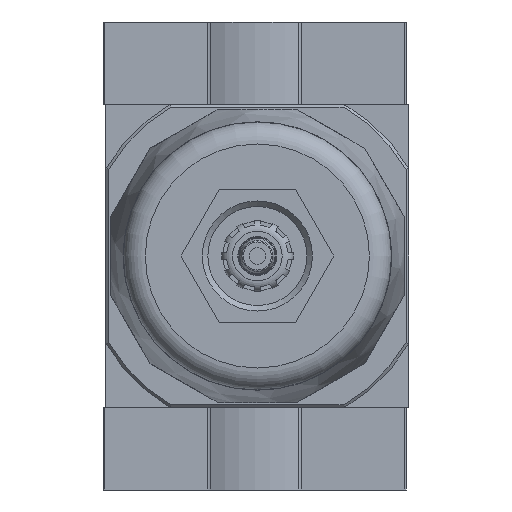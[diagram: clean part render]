
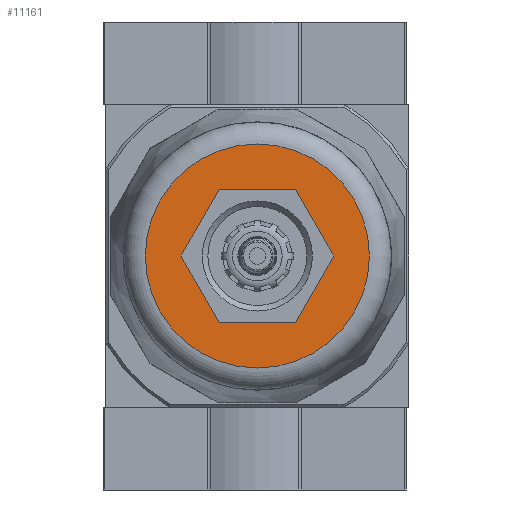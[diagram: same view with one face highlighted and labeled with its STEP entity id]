
A CAD part, front view. The second image highlights one B-rep face of the part: STEP entity #11161.
In plain terms, the highlighted planar face has unit normal (0, -1, 0).
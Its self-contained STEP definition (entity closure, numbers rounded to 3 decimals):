
#417=LINE('',#17188,#961);
#419=LINE('',#17192,#963);
#421=LINE('',#17196,#965);
#423=LINE('',#17200,#967);
#425=LINE('',#17204,#969);
#427=LINE('',#17208,#971);
#961=VECTOR('',#13713,1000.);
#963=VECTOR('',#13717,1000.);
#965=VECTOR('',#13721,1000.);
#967=VECTOR('',#13725,1000.);
#969=VECTOR('',#13729,1000.);
#971=VECTOR('',#13733,1000.);
#1432=PLANE('',#11978);
#1826=CIRCLE('',#11979,20.35);
#3286=ORIENTED_EDGE('',*,*,#5326,.T.);
#3287=ORIENTED_EDGE('',*,*,#5325,.T.);
#3288=ORIENTED_EDGE('',*,*,#5323,.T.);
#3289=ORIENTED_EDGE('',*,*,#5321,.T.);
#3290=ORIENTED_EDGE('',*,*,#5319,.T.);
#3291=ORIENTED_EDGE('',*,*,#5317,.T.);
#3292=ORIENTED_EDGE('',*,*,#5315,.T.);
#5315=EDGE_CURVE('',#6437,#6436,#417,.T.);
#5317=EDGE_CURVE('',#6438,#6437,#419,.T.);
#5319=EDGE_CURVE('',#6439,#6438,#421,.T.);
#5321=EDGE_CURVE('',#6440,#6439,#423,.T.);
#5323=EDGE_CURVE('',#6441,#6440,#425,.T.);
#5325=EDGE_CURVE('',#6436,#6441,#427,.T.);
#5326=EDGE_CURVE('',#6442,#6442,#1826,.T.);
#6436=VERTEX_POINT('',#17187);
#6437=VERTEX_POINT('',#17189);
#6438=VERTEX_POINT('',#17193);
#6439=VERTEX_POINT('',#17197);
#6440=VERTEX_POINT('',#17201);
#6441=VERTEX_POINT('',#17205);
#6442=VERTEX_POINT('',#17211);
#7458=EDGE_LOOP('',(#3286));
#7459=EDGE_LOOP('',(#3287,#3288,#3289,#3290,#3291,#3292));
#8166=FACE_BOUND('',#7458,.T.);
#8167=FACE_BOUND('',#7459,.T.);
#11161=ADVANCED_FACE('',(#8166,#8167),#1432,.F.);
#11978=AXIS2_PLACEMENT_3D('',#17209,#13734,#13735);
#11979=AXIS2_PLACEMENT_3D('',#17210,#13736,#13737);
#13713=DIRECTION('',(-0.866,0.,0.5));
#13717=DIRECTION('',(-0.866,0.,-0.5));
#13721=DIRECTION('',(0.,0.,-1.));
#13725=DIRECTION('',(0.866,0.,-0.5));
#13729=DIRECTION('',(0.866,0.,0.5));
#13733=DIRECTION('',(0.,0.,1.));
#13734=DIRECTION('',(0.,1.,0.));
#13735=DIRECTION('',(0.,0.,1.));
#13736=DIRECTION('',(0.,-1.,0.));
#13737=DIRECTION('',(0.,0.,-1.));
#17187=CARTESIAN_POINT('',(-12.,-145.7,-6.928));
#17188=CARTESIAN_POINT('',(0.,-145.7,-13.856));
#17189=CARTESIAN_POINT('',(0.,-145.7,-13.856));
#17192=CARTESIAN_POINT('',(12.,-145.7,-6.928));
#17193=CARTESIAN_POINT('',(12.,-145.7,-6.928));
#17196=CARTESIAN_POINT('',(12.,-145.7,6.928));
#17197=CARTESIAN_POINT('',(12.,-145.7,6.928));
#17200=CARTESIAN_POINT('',(0.,-145.7,13.856));
#17201=CARTESIAN_POINT('',(0.,-145.7,13.856));
#17204=CARTESIAN_POINT('',(-12.,-145.7,6.928));
#17205=CARTESIAN_POINT('',(-12.,-145.7,6.928));
#17208=CARTESIAN_POINT('',(-12.,-145.7,-6.928));
#17209=CARTESIAN_POINT('',(20.35,-145.7,0.));
#17210=CARTESIAN_POINT('',(0.,-145.7,0.));
#17211=CARTESIAN_POINT('',(0.,-145.7,-20.35));
